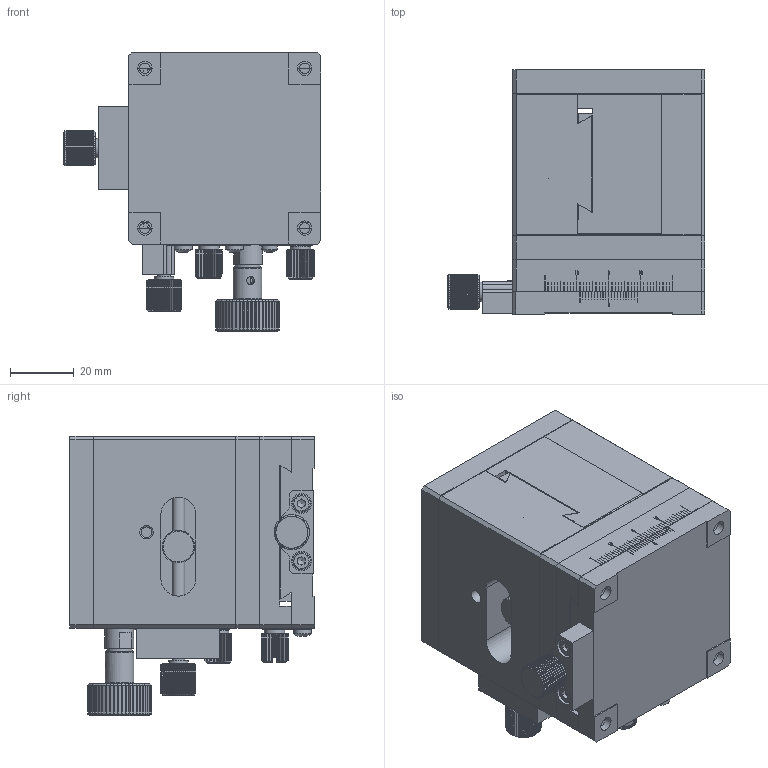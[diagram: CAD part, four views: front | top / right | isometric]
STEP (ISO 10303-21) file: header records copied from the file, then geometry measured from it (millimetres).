
FILE_DESCRIPTION (( 'STEP AP203' ), '1' );
FILE_NAME ('528835.STEP', '2024-10-16T03:49:42', ( 'Windows User' ), ( 'P R C' ), 'SwSTEP 2.0', 'SolidWorks 2020', '' );
FILE_SCHEMA (( 'CONFIG_CONTROL_DESIGN' ));
Products named in the file (1): 528835
Bounding box: 80.5 x 76.5 x 87.4 mm (x, y, z)
Volume: 264944.6 mm3; surface area: 99299.6 mm2
Topology: 42 solids, 42 shells, 2534 faces, 6292 edges, 3899 vertices
Faces by surface type: plane 1478, cone 572, cylinder 392, bspline 92
Full cylindrical faces by diameter (mm): 1.6 x2, 2.05 x2, 2.5 x45, 2.9 x4, 3 x14, 3.1 x2, 3.3 x21, 3.4 x5, 4 x9, 4.1 x8, 4.2 x1, 4.5 x12, 5 x4, 5.5 x8, 5.6 x2, 5.8 x2, 6 x9, 6.094 x2, 6.2 x4, 6.5 x2, 6.8 x2, 7.4 x1, 8 x13, 8.4 x1, 9 x2, 9.5 x1, 10 x2, 10.2 x1, 11 x1
Entity records: 165973 total; most frequent: CARTESIAN_POINT 109666, ORIENTED_EDGE 11832, DIRECTION 10800, EDGE_CURVE 5916, AXIS2_PLACEMENT_3D 3836, VERTEX_POINT 3799, VECTOR 3128, LINE 3128
